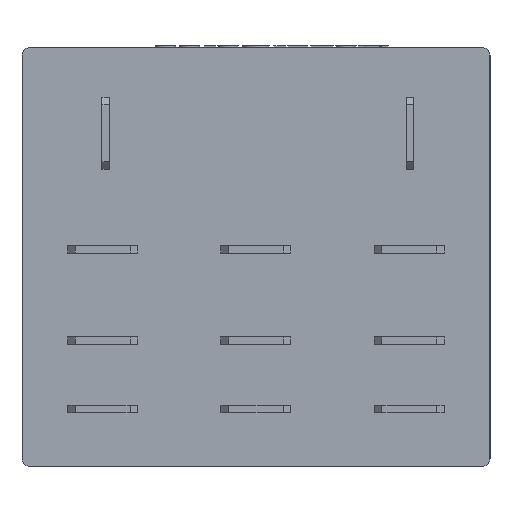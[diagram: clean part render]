
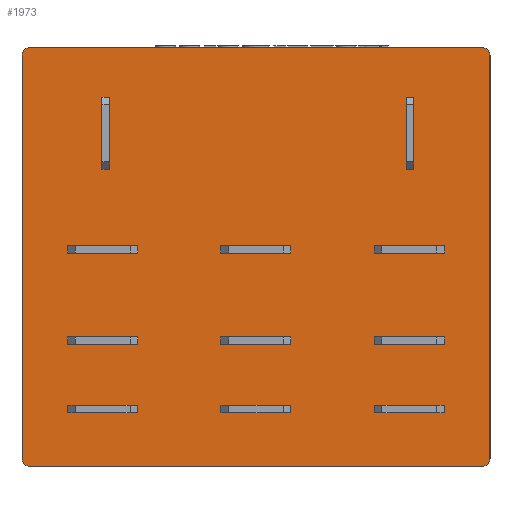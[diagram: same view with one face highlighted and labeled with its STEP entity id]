
A CAD part, front view. The second image highlights one B-rep face of the part: STEP entity #1973.
In plain terms, the highlighted planar face has unit normal (0, -1, 0).
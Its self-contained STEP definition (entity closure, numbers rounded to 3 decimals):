
#321 = LINE ( 'NONE', #18192, #11966 ) ;
#329 = DIRECTION ( 'NONE',  ( 0., 0., 1. ) ) ;
#413 = LINE ( 'NONE', #2799, #4495 ) ;
#660 = CARTESIAN_POINT ( 'NONE',  ( 10.375, -1.75, 10.5 ) ) ;
#662 = VECTOR ( 'NONE', #17101, 1000. ) ;
#808 = FACE_BOUND ( 'NONE', #3598, .T. ) ;
#967 = CARTESIAN_POINT ( 'NONE',  ( -9.625, -1.75, 5.75 ) ) ;
#1070 = CARTESIAN_POINT ( 'NONE',  ( 14.875, -1.75, -13.75 ) ) ;
#1085 = EDGE_LOOP ( 'NONE', ( #13828, #17087, #11118, #17341, #1359, #2160, #12978, #9259 ) ) ;
#1291 = CARTESIAN_POINT ( 'NONE',  ( 14.875, -1.75, 13.25 ) ) ;
#1359 = ORIENTED_EDGE ( 'NONE', *, *, #8127, .F. ) ;
#1502 = CARTESIAN_POINT ( 'NONE',  ( -10.125, -1.75, 10.5 ) ) ;
#1637 = VERTEX_POINT ( 'NONE', #18218 ) ;
#1795 = VECTOR ( 'NONE', #18332, 1000. ) ;
#1879 = CARTESIAN_POINT ( 'NONE',  ( -10.125, -1.75, 5.75 ) ) ;
#1973 = ADVANCED_FACE ( 'NONE', ( #808, #4879, #8933 ), #17413, .F. ) ;
#2011 = DIRECTION ( 'NONE',  ( 0., 1., 0. ) ) ;
#2035 = CIRCLE ( 'NONE', #6847, 0.5 ) ;
#2141 = VECTOR ( 'NONE', #16370, 1000. ) ;
#2154 = EDGE_CURVE ( 'NONE', #2932, #4345, #18751, .T. ) ;
#2160 = ORIENTED_EDGE ( 'NONE', *, *, #13430, .F. ) ;
#2174 = CARTESIAN_POINT ( 'NONE',  ( 14.875, -1.75, 13.75 ) ) ;
#2439 = DIRECTION ( 'NONE',  ( 0., 1., 0. ) ) ;
#2720 = VECTOR ( 'NONE', #6005, 1000. ) ;
#2799 = CARTESIAN_POINT ( 'NONE',  ( 9.875, -1.75, 5.75 ) ) ;
#2839 = DIRECTION ( 'NONE',  ( 0., 0., 1. ) ) ;
#2932 = VERTEX_POINT ( 'NONE', #14047 ) ;
#2966 = VERTEX_POINT ( 'NONE', #5098 ) ;
#3445 = CARTESIAN_POINT ( 'NONE',  ( 14.875, -1.75, -13.25 ) ) ;
#3460 = LINE ( 'NONE', #14669, #15036 ) ;
#3463 = EDGE_CURVE ( 'NONE', #2966, #17652, #321, .T. ) ;
#3532 = AXIS2_PLACEMENT_3D ( 'NONE', #14834, #5819, #16350 ) ;
#3564 = EDGE_CURVE ( 'NONE', #16205, #10246, #14084, .T. ) ;
#3583 = VECTOR ( 'NONE', #16364, 1000. ) ;
#3598 = EDGE_LOOP ( 'NONE', ( #12465, #9532, #13084, #13608 ) ) ;
#3890 = CIRCLE ( 'NONE', #7354, 0.5 ) ;
#4345 = VERTEX_POINT ( 'NONE', #8878 ) ;
#4347 = EDGE_CURVE ( 'NONE', #1637, #14873, #7666, .T. ) ;
#4495 = VECTOR ( 'NONE', #14864, 1000. ) ;
#4746 = LINE ( 'NONE', #8111, #662 ) ;
#4879 = FACE_OUTER_BOUND ( 'NONE', #1085, .T. ) ;
#4964 = DIRECTION ( 'NONE',  ( 0., 0., 1. ) ) ;
#5098 = CARTESIAN_POINT ( 'NONE',  ( 9.875, -1.75, 5.75 ) ) ;
#5276 = VERTEX_POINT ( 'NONE', #7735 ) ;
#5446 = EDGE_CURVE ( 'NONE', #5276, #8814, #4746, .T. ) ;
#5627 = CARTESIAN_POINT ( 'NONE',  ( -10.125, -1.75, 10.5 ) ) ;
#5636 = DIRECTION ( 'NONE',  ( 0., 0., 1. ) ) ;
#5673 = EDGE_CURVE ( 'NONE', #10246, #17583, #13953, .T. ) ;
#5819 = DIRECTION ( 'NONE',  ( 0., 1., 0. ) ) ;
#5953 = LINE ( 'NONE', #7949, #13989 ) ;
#5980 = CARTESIAN_POINT ( 'NONE',  ( 14.875, -1.75, -13.75 ) ) ;
#6005 = DIRECTION ( 'NONE',  ( 1., 0., 0. ) ) ;
#6847 = AXIS2_PLACEMENT_3D ( 'NONE', #11064, #2011, #12588 ) ;
#7354 = AXIS2_PLACEMENT_3D ( 'NONE', #1291, #11898, #2839 ) ;
#7404 = ORIENTED_EDGE ( 'NONE', *, *, #3564, .T. ) ;
#7666 = LINE ( 'NONE', #14847, #3583 ) ;
#7735 = CARTESIAN_POINT ( 'NONE',  ( 15.375, -1.75, 13.25 ) ) ;
#7821 = CARTESIAN_POINT ( 'NONE',  ( -9.625, -1.75, 5.75 ) ) ;
#7949 = CARTESIAN_POINT ( 'NONE',  ( -10.125, -1.75, 5.75 ) ) ;
#8111 = CARTESIAN_POINT ( 'NONE',  ( 15.375, -1.75, 13.25 ) ) ;
#8127 = EDGE_CURVE ( 'NONE', #16670, #5276, #3890, .T. ) ;
#8788 = ORIENTED_EDGE ( 'NONE', *, *, #13025, .F. ) ;
#8814 = VERTEX_POINT ( 'NONE', #17047 ) ;
#8815 = DIRECTION ( 'NONE',  ( 1., 0., 0. ) ) ;
#8816 = EDGE_CURVE ( 'NONE', #14064, #14876, #2035, .T. ) ;
#8878 = CARTESIAN_POINT ( 'NONE',  ( -14.875, -1.75, 13.75 ) ) ;
#8933 = FACE_BOUND ( 'NONE', #15165, .T. ) ;
#9259 = ORIENTED_EDGE ( 'NONE', *, *, #12816, .F. ) ;
#9532 = ORIENTED_EDGE ( 'NONE', *, *, #4347, .T. ) ;
#9584 = VERTEX_POINT ( 'NONE', #967 ) ;
#9783 = LINE ( 'NONE', #5980, #13808 ) ;
#9929 = AXIS2_PLACEMENT_3D ( 'NONE', #3445, #14044, #4964 ) ;
#10199 = LINE ( 'NONE', #14851, #2141 ) ;
#10246 = VERTEX_POINT ( 'NONE', #1502 ) ;
#10299 = CIRCLE ( 'NONE', #9929, 0.5 ) ;
#11064 = CARTESIAN_POINT ( 'NONE',  ( -14.875, -1.75, -13.25 ) ) ;
#11118 = ORIENTED_EDGE ( 'NONE', *, *, #17715, .F. ) ;
#11230 = ORIENTED_EDGE ( 'NONE', *, *, #5673, .T. ) ;
#11486 = CARTESIAN_POINT ( 'NONE',  ( -14.875, -1.75, -13.25 ) ) ;
#11898 = DIRECTION ( 'NONE',  ( 0., 1., 0. ) ) ;
#11966 = VECTOR ( 'NONE', #13872, 1000. ) ;
#12465 = ORIENTED_EDGE ( 'NONE', *, *, #19593, .T. ) ;
#12588 = DIRECTION ( 'NONE',  ( 0., 0., 1. ) ) ;
#12642 = CARTESIAN_POINT ( 'NONE',  ( -10.125, -1.75, 5.75 ) ) ;
#12754 = ORIENTED_EDGE ( 'NONE', *, *, #19283, .F. ) ;
#12816 = EDGE_CURVE ( 'NONE', #14876, #2932, #3460, .T. ) ;
#12978 = ORIENTED_EDGE ( 'NONE', *, *, #2154, .F. ) ;
#13004 = DIRECTION ( 'NONE',  ( 0., 0., 1. ) ) ;
#13025 = EDGE_CURVE ( 'NONE', #9584, #17583, #13395, .T. ) ;
#13084 = ORIENTED_EDGE ( 'NONE', *, *, #14717, .F. ) ;
#13395 = LINE ( 'NONE', #7821, #1795 ) ;
#13430 = EDGE_CURVE ( 'NONE', #4345, #16670, #14293, .T. ) ;
#13608 = ORIENTED_EDGE ( 'NONE', *, *, #3463, .F. ) ;
#13808 = VECTOR ( 'NONE', #14990, 1000. ) ;
#13828 = ORIENTED_EDGE ( 'NONE', *, *, #8816, .F. ) ;
#13872 = DIRECTION ( 'NONE',  ( 1., 0., 0. ) ) ;
#13899 = CARTESIAN_POINT ( 'NONE',  ( -14.875, -1.75, -13.75 ) ) ;
#13904 = EDGE_CURVE ( 'NONE', #16838, #14064, #9783, .T. ) ;
#13953 = LINE ( 'NONE', #5627, #17951 ) ;
#13989 = VECTOR ( 'NONE', #18437, 1000. ) ;
#14044 = DIRECTION ( 'NONE',  ( 0., 1., 0. ) ) ;
#14047 = CARTESIAN_POINT ( 'NONE',  ( -15.375, -1.75, 13.25 ) ) ;
#14064 = VERTEX_POINT ( 'NONE', #13899 ) ;
#14073 = AXIS2_PLACEMENT_3D ( 'NONE', #11486, #2439, #13004 ) ;
#14084 = LINE ( 'NONE', #1879, #17595 ) ;
#14260 = CARTESIAN_POINT ( 'NONE',  ( -15.375, -1.75, -13.25 ) ) ;
#14293 = LINE ( 'NONE', #15011, #2720 ) ;
#14669 = CARTESIAN_POINT ( 'NONE',  ( -15.375, -1.75, 13.25 ) ) ;
#14717 = EDGE_CURVE ( 'NONE', #17652, #14873, #10199, .T. ) ;
#14834 = CARTESIAN_POINT ( 'NONE',  ( -14.875, -1.75, 13.25 ) ) ;
#14847 = CARTESIAN_POINT ( 'NONE',  ( 9.875, -1.75, 10.5 ) ) ;
#14851 = CARTESIAN_POINT ( 'NONE',  ( 10.375, -1.75, 5.75 ) ) ;
#14864 = DIRECTION ( 'NONE',  ( 0., 0., 1. ) ) ;
#14873 = VERTEX_POINT ( 'NONE', #660 ) ;
#14876 = VERTEX_POINT ( 'NONE', #14260 ) ;
#14990 = DIRECTION ( 'NONE',  ( -1., 0., 0. ) ) ;
#15011 = CARTESIAN_POINT ( 'NONE',  ( 14.875, -1.75, 13.75 ) ) ;
#15036 = VECTOR ( 'NONE', #5636, 1000. ) ;
#15165 = EDGE_LOOP ( 'NONE', ( #7404, #11230, #8788, #12754 ) ) ;
#15341 = CARTESIAN_POINT ( 'NONE',  ( 10.375, -1.75, 5.75 ) ) ;
#16205 = VERTEX_POINT ( 'NONE', #12642 ) ;
#16350 = DIRECTION ( 'NONE',  ( 0., 0., -1. ) ) ;
#16364 = DIRECTION ( 'NONE',  ( 1., 0., 0. ) ) ;
#16370 = DIRECTION ( 'NONE',  ( 0., 0., 1. ) ) ;
#16670 = VERTEX_POINT ( 'NONE', #2174 ) ;
#16838 = VERTEX_POINT ( 'NONE', #1070 ) ;
#17047 = CARTESIAN_POINT ( 'NONE',  ( 15.375, -1.75, -13.25 ) ) ;
#17087 = ORIENTED_EDGE ( 'NONE', *, *, #13904, .F. ) ;
#17101 = DIRECTION ( 'NONE',  ( 0., 0., -1. ) ) ;
#17341 = ORIENTED_EDGE ( 'NONE', *, *, #5446, .F. ) ;
#17413 = PLANE ( 'NONE',  #14073 ) ;
#17583 = VERTEX_POINT ( 'NONE', #19385 ) ;
#17595 = VECTOR ( 'NONE', #329, 1000. ) ;
#17652 = VERTEX_POINT ( 'NONE', #15341 ) ;
#17715 = EDGE_CURVE ( 'NONE', #8814, #16838, #10299, .T. ) ;
#17951 = VECTOR ( 'NONE', #8815, 1000. ) ;
#18192 = CARTESIAN_POINT ( 'NONE',  ( 9.875, -1.75, 5.75 ) ) ;
#18218 = CARTESIAN_POINT ( 'NONE',  ( 9.875, -1.75, 10.5 ) ) ;
#18332 = DIRECTION ( 'NONE',  ( 0., 0., 1. ) ) ;
#18437 = DIRECTION ( 'NONE',  ( 1., 0., 0. ) ) ;
#18751 = CIRCLE ( 'NONE', #3532, 0.5 ) ;
#19283 = EDGE_CURVE ( 'NONE', #16205, #9584, #5953, .T. ) ;
#19385 = CARTESIAN_POINT ( 'NONE',  ( -9.625, -1.75, 10.5 ) ) ;
#19593 = EDGE_CURVE ( 'NONE', #2966, #1637, #413, .T. ) ;
